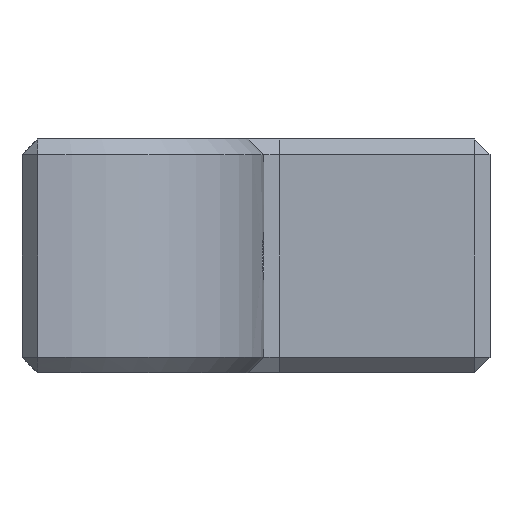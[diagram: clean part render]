
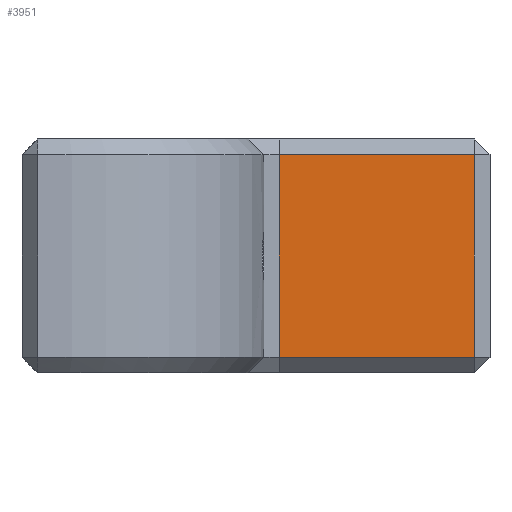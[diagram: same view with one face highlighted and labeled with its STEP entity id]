
A CAD part, front view. The second image highlights one B-rep face of the part: STEP entity #3951.
In plain terms, the highlighted planar face has unit normal (0, -1, 0).
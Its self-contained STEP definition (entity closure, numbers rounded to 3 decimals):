
#1077 = PLANE('',#1078);
#1078 = AXIS2_PLACEMENT_3D('',#1079,#1080,#1081);
#1079 = CARTESIAN_POINT('',(27.5,14.5,0.));
#1080 = DIRECTION('',(-0.707,0.707,0.));
#1081 = DIRECTION('',(-0.,-0.,-1.));
#1419 = PLANE('',#1420);
#1420 = AXIS2_PLACEMENT_3D('',#1421,#1422,#1423);
#1421 = CARTESIAN_POINT('',(13.5,14.5,0.5));
#1422 = DIRECTION('',(0.,0.707,0.707));
#1423 = DIRECTION('',(-1.,-0.,0.));
#1913 = PLANE('',#1914);
#1914 = AXIS2_PLACEMENT_3D('',#1915,#1916,#1917);
#1915 = CARTESIAN_POINT('',(13.5,14.5,14.5));
#1916 = DIRECTION('',(0.,0.707,-0.707));
#1917 = DIRECTION('',(1.,0.,0.));
#2407 = VERTEX_POINT('',#2408);
#2408 = CARTESIAN_POINT('',(27.,14.,1.));
#2436 = VERTEX_POINT('',#2437);
#2437 = CARTESIAN_POINT('',(27.,14.,14.));
#2458 = EDGE_CURVE('',#2407,#2436,#2459,.T.);
#2459 = SURFACE_CURVE('',#2460,(#2464,#2471),.PCURVE_S1.);
#2460 = LINE('',#2461,#2462);
#2461 = CARTESIAN_POINT('',(27.,14.,0.));
#2462 = VECTOR('',#2463,1.);
#2463 = DIRECTION('',(0.,0.,1.));
#2464 = PCURVE('',#1077,#2465);
#2465 = DEFINITIONAL_REPRESENTATION('',(#2466),#2470);
#2466 = LINE('',#2467,#2468);
#2467 = CARTESIAN_POINT('',(-0.,0.707));
#2468 = VECTOR('',#2469,1.);
#2469 = DIRECTION('',(-1.,0.));
#2470 = ( GEOMETRIC_REPRESENTATION_CONTEXT(2) 
PARAMETRIC_REPRESENTATION_CONTEXT() REPRESENTATION_CONTEXT('2D SPACE',''
  ) );
#2471 = PCURVE('',#2472,#2477);
#2472 = PLANE('',#2473);
#2473 = AXIS2_PLACEMENT_3D('',#2474,#2475,#2476);
#2474 = CARTESIAN_POINT('',(10.,14.,0.));
#2475 = DIRECTION('',(0.,1.,0.));
#2476 = DIRECTION('',(0.,0.,1.));
#2477 = DEFINITIONAL_REPRESENTATION('',(#2478),#2482);
#2478 = LINE('',#2479,#2480);
#2479 = CARTESIAN_POINT('',(0.,17.));
#2480 = VECTOR('',#2481,1.);
#2481 = DIRECTION('',(1.,0.));
#2482 = ( GEOMETRIC_REPRESENTATION_CONTEXT(2) 
PARAMETRIC_REPRESENTATION_CONTEXT() REPRESENTATION_CONTEXT('2D SPACE',''
  ) );
#2876 = VERTEX_POINT('',#2877);
#2877 = CARTESIAN_POINT('',(14.5,14.,1.));
#2920 = EDGE_CURVE('',#2876,#2407,#2921,.T.);
#2921 = SURFACE_CURVE('',#2922,(#2926,#2933),.PCURVE_S1.);
#2922 = LINE('',#2923,#2924);
#2923 = CARTESIAN_POINT('',(13.5,14.,1.));
#2924 = VECTOR('',#2925,1.);
#2925 = DIRECTION('',(1.,0.,0.));
#2926 = PCURVE('',#1419,#2927);
#2927 = DEFINITIONAL_REPRESENTATION('',(#2928),#2932);
#2928 = LINE('',#2929,#2930);
#2929 = CARTESIAN_POINT('',(-0.,0.707));
#2930 = VECTOR('',#2931,1.);
#2931 = DIRECTION('',(-1.,0.));
#2932 = ( GEOMETRIC_REPRESENTATION_CONTEXT(2) 
PARAMETRIC_REPRESENTATION_CONTEXT() REPRESENTATION_CONTEXT('2D SPACE',''
  ) );
#2933 = PCURVE('',#2472,#2934);
#2934 = DEFINITIONAL_REPRESENTATION('',(#2935),#2939);
#2935 = LINE('',#2936,#2937);
#2936 = CARTESIAN_POINT('',(1.,3.5));
#2937 = VECTOR('',#2938,1.);
#2938 = DIRECTION('',(0.,1.));
#2939 = ( GEOMETRIC_REPRESENTATION_CONTEXT(2) 
PARAMETRIC_REPRESENTATION_CONTEXT() REPRESENTATION_CONTEXT('2D SPACE',''
  ) );
#3356 = PLANE('',#3357);
#3357 = AXIS2_PLACEMENT_3D('',#3358,#3359,#3360);
#3358 = CARTESIAN_POINT('',(14.,13.5,15.));
#3359 = DIRECTION('',(0.707,-0.707,0.));
#3360 = DIRECTION('',(-0.,-0.,1.));
#3764 = VERTEX_POINT('',#3765);
#3765 = CARTESIAN_POINT('',(14.5,14.,14.));
#3835 = EDGE_CURVE('',#3764,#2436,#3836,.T.);
#3836 = SURFACE_CURVE('',#3837,(#3841,#3848),.PCURVE_S1.);
#3837 = LINE('',#3838,#3839);
#3838 = CARTESIAN_POINT('',(13.5,14.,14.));
#3839 = VECTOR('',#3840,1.);
#3840 = DIRECTION('',(1.,0.,0.));
#3841 = PCURVE('',#1913,#3842);
#3842 = DEFINITIONAL_REPRESENTATION('',(#3843),#3847);
#3843 = LINE('',#3844,#3845);
#3844 = CARTESIAN_POINT('',(0.,0.707));
#3845 = VECTOR('',#3846,1.);
#3846 = DIRECTION('',(1.,0.));
#3847 = ( GEOMETRIC_REPRESENTATION_CONTEXT(2) 
PARAMETRIC_REPRESENTATION_CONTEXT() REPRESENTATION_CONTEXT('2D SPACE',''
  ) );
#3848 = PCURVE('',#2472,#3849);
#3849 = DEFINITIONAL_REPRESENTATION('',(#3850),#3854);
#3850 = LINE('',#3851,#3852);
#3851 = CARTESIAN_POINT('',(14.,3.5));
#3852 = VECTOR('',#3853,1.);
#3853 = DIRECTION('',(0.,1.));
#3854 = ( GEOMETRIC_REPRESENTATION_CONTEXT(2) 
PARAMETRIC_REPRESENTATION_CONTEXT() REPRESENTATION_CONTEXT('2D SPACE',''
  ) );
#3951 = ADVANCED_FACE('',(#3952),#2472,.F.);
#3952 = FACE_BOUND('',#3953,.F.);
#3953 = EDGE_LOOP('',(#3954,#3955,#3956,#3957));
#3954 = ORIENTED_EDGE('',*,*,#3835,.T.);
#3955 = ORIENTED_EDGE('',*,*,#2458,.F.);
#3956 = ORIENTED_EDGE('',*,*,#2920,.F.);
#3957 = ORIENTED_EDGE('',*,*,#3958,.F.);
#3958 = EDGE_CURVE('',#3764,#2876,#3959,.T.);
#3959 = SURFACE_CURVE('',#3960,(#3964,#3971),.PCURVE_S1.);
#3960 = LINE('',#3961,#3962);
#3961 = CARTESIAN_POINT('',(14.5,14.,15.));
#3962 = VECTOR('',#3963,1.);
#3963 = DIRECTION('',(0.,0.,-1.));
#3964 = PCURVE('',#2472,#3965);
#3965 = DEFINITIONAL_REPRESENTATION('',(#3966),#3970);
#3966 = LINE('',#3967,#3968);
#3967 = CARTESIAN_POINT('',(15.,4.5));
#3968 = VECTOR('',#3969,1.);
#3969 = DIRECTION('',(-1.,0.));
#3970 = ( GEOMETRIC_REPRESENTATION_CONTEXT(2) 
PARAMETRIC_REPRESENTATION_CONTEXT() REPRESENTATION_CONTEXT('2D SPACE',''
  ) );
#3971 = PCURVE('',#3356,#3972);
#3972 = DEFINITIONAL_REPRESENTATION('',(#3973),#3977);
#3973 = LINE('',#3974,#3975);
#3974 = CARTESIAN_POINT('',(-0.,-0.707));
#3975 = VECTOR('',#3976,1.);
#3976 = DIRECTION('',(-1.,0.));
#3977 = ( GEOMETRIC_REPRESENTATION_CONTEXT(2) 
PARAMETRIC_REPRESENTATION_CONTEXT() REPRESENTATION_CONTEXT('2D SPACE',''
  ) );
